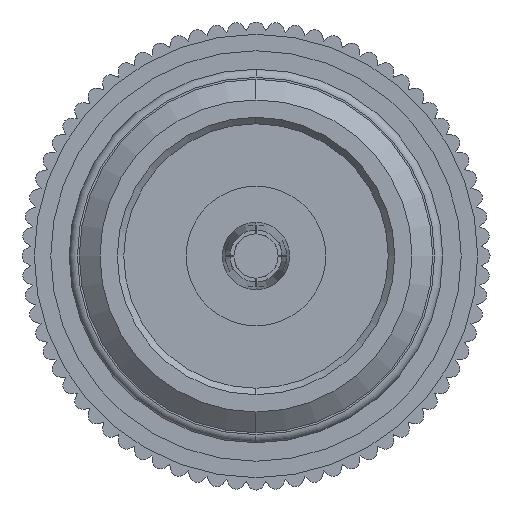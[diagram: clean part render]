
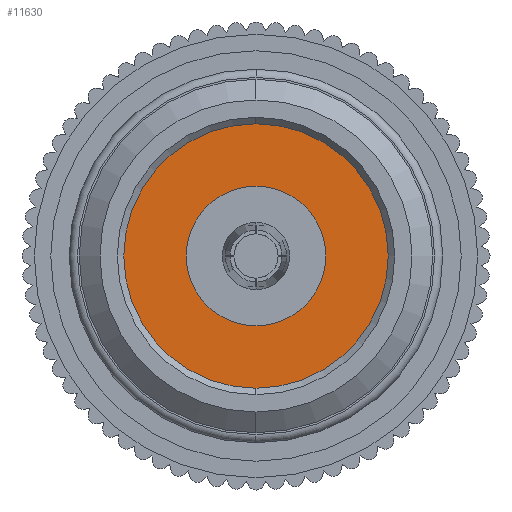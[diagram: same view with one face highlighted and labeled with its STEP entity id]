
A CAD part, left-side view. The second image highlights one B-rep face of the part: STEP entity #11630.
In plain terms, the highlighted face is planar.
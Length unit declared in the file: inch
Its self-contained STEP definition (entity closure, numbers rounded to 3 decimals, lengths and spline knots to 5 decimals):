
#140 = EDGE_LOOP ( 'NONE', ( #8912, #7686 ) ) ;
#437 = EDGE_CURVE ( 'NONE', #10469, #4322, #6349, .T. ) ;
#1224 = CARTESIAN_POINT ( 'NONE',  ( 0.1089, 0., 0. ) ) ;
#1932 = ORIENTED_EDGE ( 'NONE', *, *, #1969, .F. ) ;
#1969 = EDGE_CURVE ( 'NONE', #7527, #9465, #13726, .T. ) ;
#2921 = DIRECTION ( 'NONE',  ( 1., 0., 0. ) ) ;
#3006 = CARTESIAN_POINT ( 'NONE',  ( 0.1089, 0., 0. ) ) ;
#3869 = PLANE ( 'NONE',  #3889 ) ;
#3889 = AXIS2_PLACEMENT_3D ( 'NONE', #9191, #7879, #11518 ) ;
#4053 = AXIS2_PLACEMENT_3D ( 'NONE', #3006, #4595, #14559 ) ;
#4322 = VERTEX_POINT ( 'NONE', #9285 ) ;
#4595 = DIRECTION ( 'NONE',  ( 1., 0., 0. ) ) ;
#5639 = CARTESIAN_POINT ( 'NONE',  ( 0.1089, 0., 0. ) ) ;
#5668 = CIRCLE ( 'NONE', #4053, 0.161 ) ;
#6166 = EDGE_CURVE ( 'NONE', #9465, #7527, #16196, .T. ) ;
#6349 = CIRCLE ( 'NONE', #8462, 0.161 ) ;
#6510 = DIRECTION ( 'NONE',  ( 0., 0., -1. ) ) ;
#7527 = VERTEX_POINT ( 'NONE', #16005 ) ;
#7686 = ORIENTED_EDGE ( 'NONE', *, *, #16104, .T. ) ;
#7879 = DIRECTION ( 'NONE',  ( 1., 0., 0. ) ) ;
#8462 = AXIS2_PLACEMENT_3D ( 'NONE', #14367, #2921, #6510 ) ;
#8912 = ORIENTED_EDGE ( 'NONE', *, *, #437, .T. ) ;
#9191 = CARTESIAN_POINT ( 'NONE',  ( 0.1089, 0., 0. ) ) ;
#9285 = CARTESIAN_POINT ( 'NONE',  ( 0.1089, 0., 0.161 ) ) ;
#9465 = VERTEX_POINT ( 'NONE', #16159 ) ;
#9777 = EDGE_LOOP ( 'NONE', ( #9799, #1932 ) ) ;
#9799 = ORIENTED_EDGE ( 'NONE', *, *, #6166, .F. ) ;
#10469 = VERTEX_POINT ( 'NONE', #14146 ) ;
#10551 = AXIS2_PLACEMENT_3D ( 'NONE', #5639, #11928, #11758 ) ;
#11518 = DIRECTION ( 'NONE',  ( 0., 0., -1. ) ) ;
#11630 = ADVANCED_FACE ( 'NONE', ( #12611, #15353 ), #3869, .T. ) ;
#11758 = DIRECTION ( 'NONE',  ( 0., 0., -1. ) ) ;
#11928 = DIRECTION ( 'NONE',  ( 1., 0., 0. ) ) ;
#12611 = FACE_OUTER_BOUND ( 'NONE', #140, .T. ) ;
#13263 = AXIS2_PLACEMENT_3D ( 'NONE', #1224, #15181, #15252 ) ;
#13726 = CIRCLE ( 'NONE', #10551, 0.08504 ) ;
#14146 = CARTESIAN_POINT ( 'NONE',  ( 0.1089, 0., -0.161 ) ) ;
#14367 = CARTESIAN_POINT ( 'NONE',  ( 0.1089, 0., 0. ) ) ;
#14559 = DIRECTION ( 'NONE',  ( 0., 0., -1. ) ) ;
#15181 = DIRECTION ( 'NONE',  ( 1., 0., 0. ) ) ;
#15252 = DIRECTION ( 'NONE',  ( 0., 0., -1. ) ) ;
#15353 = FACE_BOUND ( 'NONE', #9777, .T. ) ;
#16005 = CARTESIAN_POINT ( 'NONE',  ( 0.1089, 0., -0.08504 ) ) ;
#16104 = EDGE_CURVE ( 'NONE', #4322, #10469, #5668, .T. ) ;
#16159 = CARTESIAN_POINT ( 'NONE',  ( 0.1089, 0., 0.08504 ) ) ;
#16196 = CIRCLE ( 'NONE', #13263, 0.08504 ) ;
